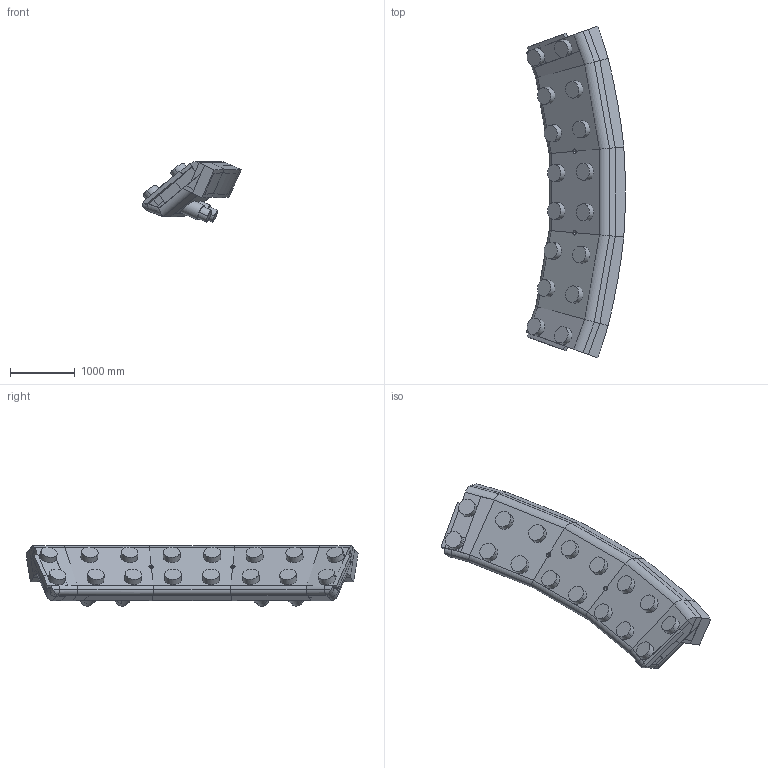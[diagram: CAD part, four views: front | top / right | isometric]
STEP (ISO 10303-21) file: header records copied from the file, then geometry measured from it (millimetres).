
FILE_DESCRIPTION(('STEP AP214'),'1');
FILE_NAME('TrS_S05_VAR_B_F4E_D_267S64_v1.0.stp','2016-08-02T10:24:48',(' '),(' '),'Spatial InterOp 3D',' ',' ');
FILE_SCHEMA(('automotive_design'));
Length unit declared in the file: centimetre
Products named in the file (4): Design_TS_ss316ln-ig; #1895; TrS_S05_VAR_B_F4E_D_267S64_v1.0; Design_TS_water
Assembly tree (3 placements, depth 3):
  TrS_S05_VAR_B_F4E_D_267S64_v1.0
    Design_TS_ss316ln-ig
      #1895
    Design_TS_water
Bounding box: 1520.94 x 5114.3 x 930.07 mm (x, y, z)
Volume: 2264209283.1 mm3; surface area: 79112268.5 mm2
Topology: 229 solids, 229 shells, 1592 faces, 3404 edges, 2278 vertices
Faces by surface type: plane 1230, cylinder 332, cone 30
Entity records: 60948 total; most frequent: CARTESIAN_POINT 11361, DIRECTION 7209, ORIENTED_EDGE 6808, EDGE_CURVE 3404, LINE 2647, VECTOR 2647, AXIS2_PLACEMENT_3D 2281, VERTEX_POINT 2278
